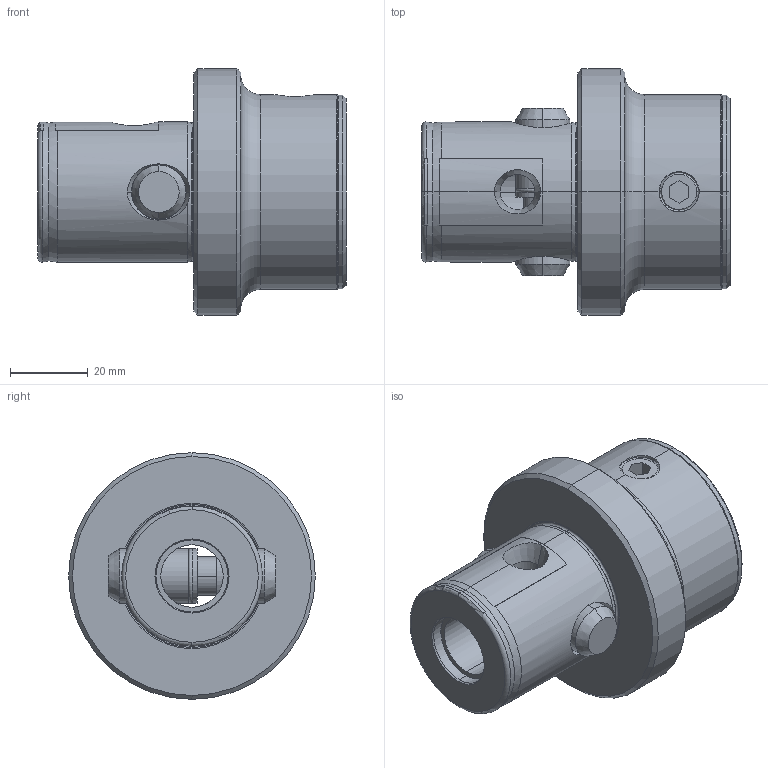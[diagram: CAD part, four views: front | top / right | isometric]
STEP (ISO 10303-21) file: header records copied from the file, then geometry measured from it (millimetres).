
FILE_DESCRIPTION (( 'STEP AP214' ), '1' );
FILE_NAME ('11.332.651.STEP', '2014-04-30T15:43:30', ( '' ), ( '' ), 'SwSTEP 2.0', 'SolidWorks 2014', '' );
FILE_SCHEMA (( 'AUTOMOTIVE_DESIGN' ));
Length unit declared in the file: millimetre
Products named in the file (6): 11.332.651; 10.691.50X_10.691.506; 691-50XRing_10.691.506Ring; 10.690.43X_10.690.435; 11.332.651_10.332.651
Assembly tree (5 placements, depth 3):
  11.332.651
    11.332.651_10.332.651
    10.690.43X_10.690.435
    10.691.50X_10.691.506
      10.691.50X_10.691.506
      691-50XRing_10.691.506Ring
Bounding box: 79 x 63.27 x 63.27 mm (x, y, z)
Volume: 103928.5 mm3; surface area: 25456.2 mm2
Topology: 4 solids, 4 shells, 146 faces, 332 edges, 197 vertices
Faces by surface type: cylinder 49, cone 43, plane 41, torus 11, bspline 2
Entity records: 5172 total; most frequent: CARTESIAN_POINT 1625, DIRECTION 743, ORIENTED_EDGE 660, EDGE_CURVE 330, AXIS2_PLACEMENT_3D 300, VERTEX_POINT 197, EDGE_LOOP 161, CIRCLE 147
